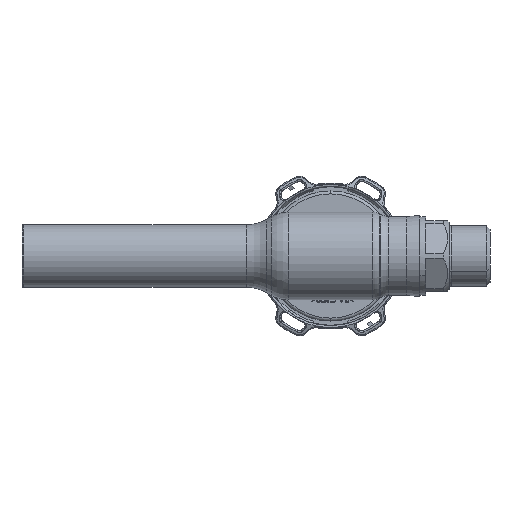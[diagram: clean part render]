
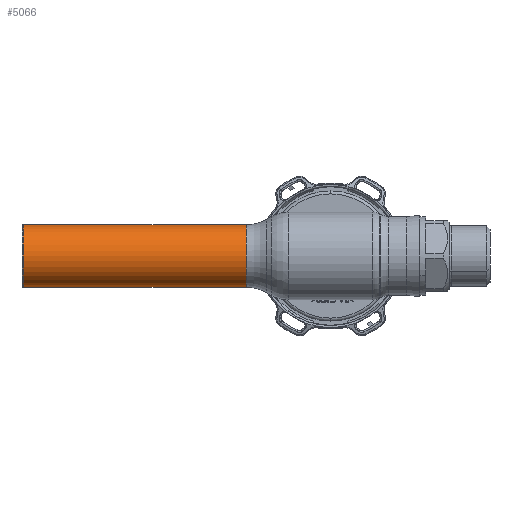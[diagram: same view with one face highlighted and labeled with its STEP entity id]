
A CAD part, front view. The second image highlights one B-rep face of the part: STEP entity #5066.
In plain terms, the highlighted cylindrical face has radius 10.65 mm (diameter 21.3 mm), a partial arc.
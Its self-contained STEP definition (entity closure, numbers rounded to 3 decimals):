
#866 = EDGE_LOOP ( 'NONE', ( #28682, #16928, #9459, #29093 ) ) ;
#1224 = VECTOR ( 'NONE', #25045, 1000. ) ;
#1661 = CYLINDRICAL_SURFACE ( 'NONE', #18085, 10.65 ) ;
#3886 = CARTESIAN_POINT ( 'NONE',  ( -28.786, 0., 10.65 ) ) ;
#3934 = VECTOR ( 'NONE', #24775, 1000. ) ;
#4688 = CIRCLE ( 'NONE', #23621, 10.65 ) ;
#5066 = ADVANCED_FACE ( 'NONE', ( #25542 ), #1661, .T. ) ;
#5336 = DIRECTION ( 'NONE',  ( -1., 0., 0. ) ) ;
#8615 = CIRCLE ( 'NONE', #27594, 10.65 ) ;
#9459 = ORIENTED_EDGE ( 'NONE', *, *, #29424, .T. ) ;
#9564 = EDGE_CURVE ( 'NONE', #19039, #25533, #8615, .T. ) ;
#10400 = EDGE_CURVE ( 'NONE', #17501, #32428, #4688, .T. ) ;
#10853 = EDGE_CURVE ( 'NONE', #17501, #19039, #29983, .T. ) ;
#11537 = LINE ( 'NONE', #16984, #3934 ) ;
#12871 = CARTESIAN_POINT ( 'NONE',  ( -28.786, 0., 0. ) ) ;
#13135 = CARTESIAN_POINT ( 'NONE',  ( -62.69, 0., 0. ) ) ;
#13201 = DIRECTION ( 'NONE',  ( 0., 0., 1. ) ) ;
#15724 = CARTESIAN_POINT ( 'NONE',  ( -105., 0., -10.65 ) ) ;
#16928 = ORIENTED_EDGE ( 'NONE', *, *, #10400, .T. ) ;
#16984 = CARTESIAN_POINT ( 'NONE',  ( -62.69, 0., 10.65 ) ) ;
#17252 = CARTESIAN_POINT ( 'NONE',  ( -62.69, 0., -10.65 ) ) ;
#17501 = VERTEX_POINT ( 'NONE', #32883 ) ;
#18085 = AXIS2_PLACEMENT_3D ( 'NONE', #13135, #5336, #18247 ) ;
#18247 = DIRECTION ( 'NONE',  ( 0., 0., 1. ) ) ;
#18982 = CARTESIAN_POINT ( 'NONE',  ( -105., 0., 10.65 ) ) ;
#19039 = VERTEX_POINT ( 'NONE', #15724 ) ;
#20683 = DIRECTION ( 'NONE',  ( 0., 0., 1. ) ) ;
#23199 = DIRECTION ( 'NONE',  ( -1., 0., 0. ) ) ;
#23621 = AXIS2_PLACEMENT_3D ( 'NONE', #12871, #23199, #20683 ) ;
#24775 = DIRECTION ( 'NONE',  ( -1., 0., 0. ) ) ;
#25045 = DIRECTION ( 'NONE',  ( -1., 0., 0. ) ) ;
#25533 = VERTEX_POINT ( 'NONE', #18982 ) ;
#25542 = FACE_OUTER_BOUND ( 'NONE', #866, .T. ) ;
#25760 = CARTESIAN_POINT ( 'NONE',  ( -105., 0., 0. ) ) ;
#26262 = DIRECTION ( 'NONE',  ( -1., 0., 0. ) ) ;
#27594 = AXIS2_PLACEMENT_3D ( 'NONE', #25760, #26262, #13201 ) ;
#28682 = ORIENTED_EDGE ( 'NONE', *, *, #10853, .F. ) ;
#29093 = ORIENTED_EDGE ( 'NONE', *, *, #9564, .F. ) ;
#29424 = EDGE_CURVE ( 'NONE', #32428, #25533, #11537, .T. ) ;
#29983 = LINE ( 'NONE', #17252, #1224 ) ;
#32428 = VERTEX_POINT ( 'NONE', #3886 ) ;
#32883 = CARTESIAN_POINT ( 'NONE',  ( -28.786, 0., -10.65 ) ) ;
